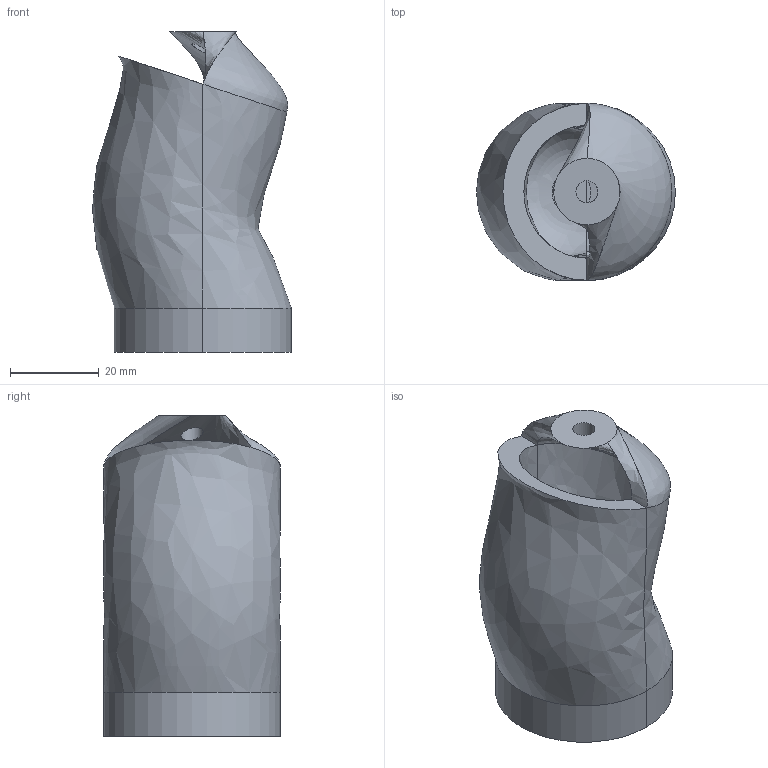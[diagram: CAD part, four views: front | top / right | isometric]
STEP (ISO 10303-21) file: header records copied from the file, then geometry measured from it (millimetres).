
FILE_DESCRIPTION( ( '' ), ' ' );
FILE_NAME( '5ed2c8d21e63f2149f5ef8a4.step', '2020-05-30T20:57:55', ( '' ), ( '' ), ' ', ' ', ' ' );
FILE_SCHEMA( ( 'AUTOMOTIVE_DESIGN { 1 0 10303 214 1 1 1 1 }' ) );
Length unit declared in the file: metre
Products named in the file (2): Part 2; Part 1
Bounding box: 44.93 x 40 x 72.5 mm (x, y, z)
Volume: 45150.8 mm3; surface area: 18404.6 mm2
Topology: 2 solids, 2 shells, 39 faces, 85 edges, 54 vertices
Faces by surface type: plane 18, cylinder 11, bspline 10
Full cylindrical faces by diameter (mm): 3 x4, 3.2 x4, 5 x1
Entity records: 4302 total; most frequent: CARTESIAN_POINT 3248, ORIENTED_EDGE 144, DIRECTION 126, EDGE_CURVE 72, AXIS2_PLACEMENT_3D 57, EDGE_LOOP 54, VERTEX_POINT 50, FACE_OUTER_BOUND 48
